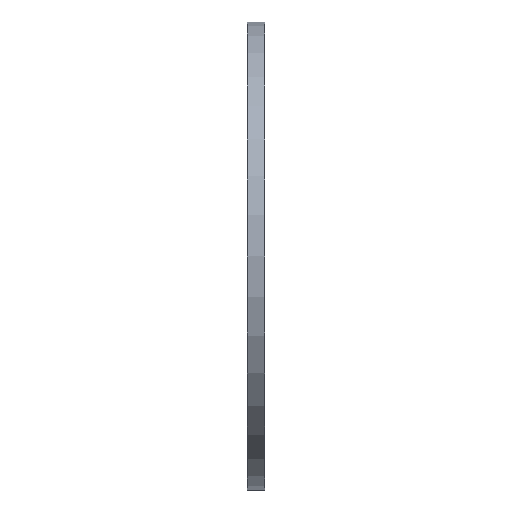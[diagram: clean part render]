
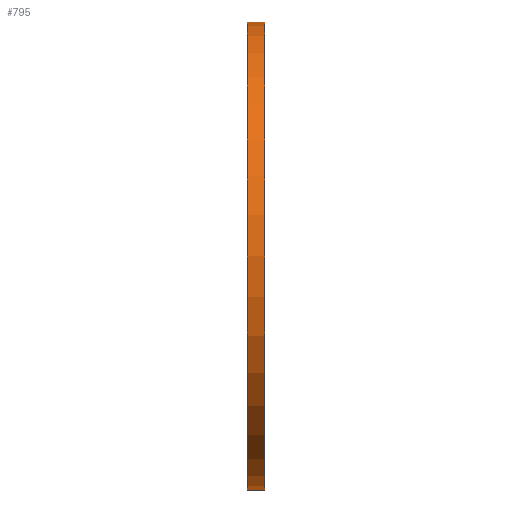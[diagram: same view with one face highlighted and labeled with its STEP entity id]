
A CAD part, front view. The second image highlights one B-rep face of the part: STEP entity #795.
In plain terms, the highlighted cylindrical face has radius 17.394 mm (diameter 34.788 mm), a partial arc.
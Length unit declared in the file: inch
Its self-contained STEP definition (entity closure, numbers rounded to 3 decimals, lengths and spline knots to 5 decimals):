
#26 = CIRCLE ( 'NONE', #476, 0.6848 ) ;
#29 = LINE ( 'NONE', #33, #753 ) ;
#33 = CARTESIAN_POINT ( 'NONE',  ( 0.025, -0.0332, -0.6848 ) ) ;
#66 = EDGE_CURVE ( 'NONE', #162, #768, #26, .T. ) ;
#120 = EDGE_CURVE ( 'NONE', #398, #209, #198, .T. ) ;
#155 = DIRECTION ( 'NONE',  ( 0., 0., 1. ) ) ;
#156 = VECTOR ( 'NONE', #166, 39.37008 ) ;
#162 = VERTEX_POINT ( 'NONE', #336 ) ;
#166 = DIRECTION ( 'NONE',  ( -1., 0., 0. ) ) ;
#168 = DIRECTION ( 'NONE',  ( 1., 0., 0. ) ) ;
#175 = AXIS2_PLACEMENT_3D ( 'NONE', #216, #405, #579 ) ;
#198 = CIRCLE ( 'NONE', #175, 0.6848 ) ;
#207 = EDGE_CURVE ( 'NONE', #162, #398, #365, .T. ) ;
#209 = VERTEX_POINT ( 'NONE', #654 ) ;
#216 = CARTESIAN_POINT ( 'NONE',  ( -0.025, -0.0332, 0. ) ) ;
#244 = FACE_OUTER_BOUND ( 'NONE', #504, .T. ) ;
#279 = ORIENTED_EDGE ( 'NONE', *, *, #66, .F. ) ;
#310 = AXIS2_PLACEMENT_3D ( 'NONE', #692, #707, #155 ) ;
#336 = CARTESIAN_POINT ( 'NONE',  ( 0.025, -0.0332, 0.6848 ) ) ;
#343 = CARTESIAN_POINT ( 'NONE',  ( 0.025, -0.0332, -0.6848 ) ) ;
#365 = LINE ( 'NONE', #589, #156 ) ;
#369 = ORIENTED_EDGE ( 'NONE', *, *, #120, .T. ) ;
#398 = VERTEX_POINT ( 'NONE', #482 ) ;
#405 = DIRECTION ( 'NONE',  ( 1., 0., 0. ) ) ;
#413 = DIRECTION ( 'NONE',  ( 0., 0., -1. ) ) ;
#476 = AXIS2_PLACEMENT_3D ( 'NONE', #536, #168, #413 ) ;
#482 = CARTESIAN_POINT ( 'NONE',  ( -0.025, -0.0332, 0.6848 ) ) ;
#504 = EDGE_LOOP ( 'NONE', ( #639, #279, #693, #369 ) ) ;
#536 = CARTESIAN_POINT ( 'NONE',  ( 0.025, -0.0332, 0. ) ) ;
#579 = DIRECTION ( 'NONE',  ( 0., 0., -1. ) ) ;
#585 = DIRECTION ( 'NONE',  ( -1., 0., 0. ) ) ;
#589 = CARTESIAN_POINT ( 'NONE',  ( 0.025, -0.0332, 0.6848 ) ) ;
#639 = ORIENTED_EDGE ( 'NONE', *, *, #773, .F. ) ;
#652 = CYLINDRICAL_SURFACE ( 'NONE', #310, 0.6848 ) ;
#654 = CARTESIAN_POINT ( 'NONE',  ( -0.025, -0.0332, -0.6848 ) ) ;
#692 = CARTESIAN_POINT ( 'NONE',  ( 0.025, -0.0332, 0. ) ) ;
#693 = ORIENTED_EDGE ( 'NONE', *, *, #207, .T. ) ;
#707 = DIRECTION ( 'NONE',  ( -1., 0., 0. ) ) ;
#753 = VECTOR ( 'NONE', #585, 39.37008 ) ;
#768 = VERTEX_POINT ( 'NONE', #343 ) ;
#773 = EDGE_CURVE ( 'NONE', #768, #209, #29, .T. ) ;
#795 = ADVANCED_FACE ( 'NONE', ( #244 ), #652, .T. ) ;
